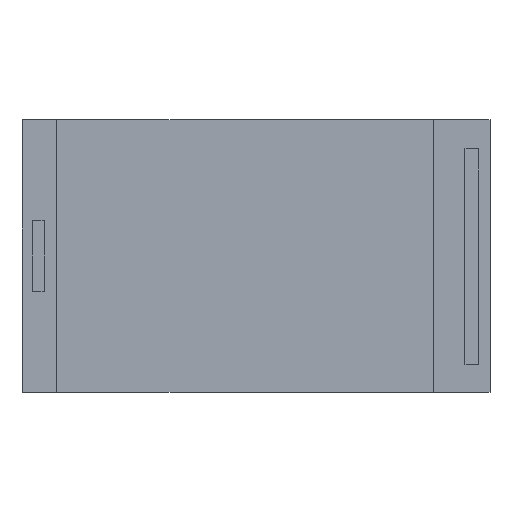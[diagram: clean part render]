
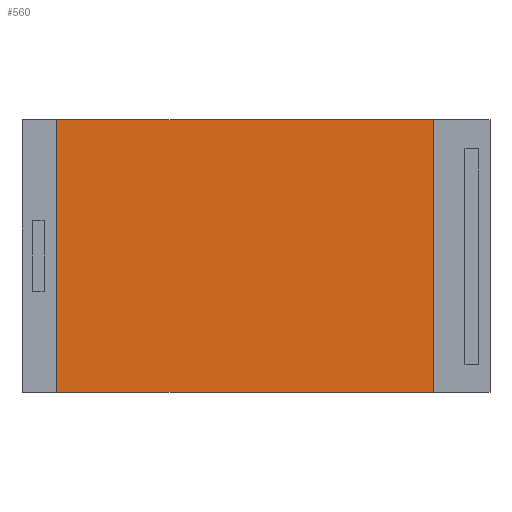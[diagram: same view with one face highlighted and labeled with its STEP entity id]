
A CAD part, top view. The second image highlights one B-rep face of the part: STEP entity #560.
In plain terms, the highlighted planar face has unit normal (0, 0, 1).
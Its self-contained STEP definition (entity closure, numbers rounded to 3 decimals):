
#36=FACE_OUTER_BOUND('',#70,.T.);
#70=EDGE_LOOP('',(#436,#437,#438,#439));
#116=LINE('',#830,#188);
#126=LINE('',#850,#198);
#128=LINE('',#854,#200);
#131=LINE('',#858,#203);
#188=VECTOR('',#682,10.);
#198=VECTOR('',#698,10.);
#200=VECTOR('',#702,10.);
#203=VECTOR('',#707,10.);
#250=VERTEX_POINT('',#827);
#251=VERTEX_POINT('',#829);
#258=VERTEX_POINT('',#849);
#259=VERTEX_POINT('',#853);
#308=EDGE_CURVE('',#251,#250,#116,.T.);
#318=EDGE_CURVE('',#258,#251,#126,.T.);
#320=EDGE_CURVE('',#259,#258,#128,.T.);
#323=EDGE_CURVE('',#250,#259,#131,.T.);
#436=ORIENTED_EDGE('',*,*,#308,.T.);
#437=ORIENTED_EDGE('',*,*,#323,.T.);
#438=ORIENTED_EDGE('',*,*,#320,.T.);
#439=ORIENTED_EDGE('',*,*,#318,.T.);
#510=PLANE('',#608);
#560=ADVANCED_FACE('',(#36),#510,.T.);
#608=AXIS2_PLACEMENT_3D('',#859,#708,#709);
#682=DIRECTION('',(0.,-1.,0.));
#698=DIRECTION('',(-1.,0.,0.));
#702=DIRECTION('',(0.,1.,0.));
#707=DIRECTION('',(1.,0.,0.));
#708=DIRECTION('center_axis',(0.,0.,1.));
#709=DIRECTION('ref_axis',(1.,0.,0.));
#827=CARTESIAN_POINT('',(-35.,-25.,5.));
#829=CARTESIAN_POINT('',(-35.,25.,5.));
#830=CARTESIAN_POINT('',(-35.,25.,5.));
#849=CARTESIAN_POINT('',(34.2,25.,5.));
#850=CARTESIAN_POINT('',(-35.,25.,5.));
#853=CARTESIAN_POINT('',(34.2,-25.,5.));
#854=CARTESIAN_POINT('',(34.2,25.,5.));
#858=CARTESIAN_POINT('',(34.2,-25.,5.));
#859=CARTESIAN_POINT('Origin',(-0.4,0.,5.));
